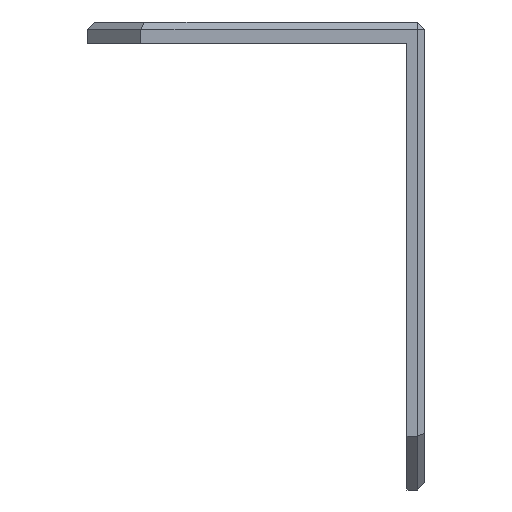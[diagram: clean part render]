
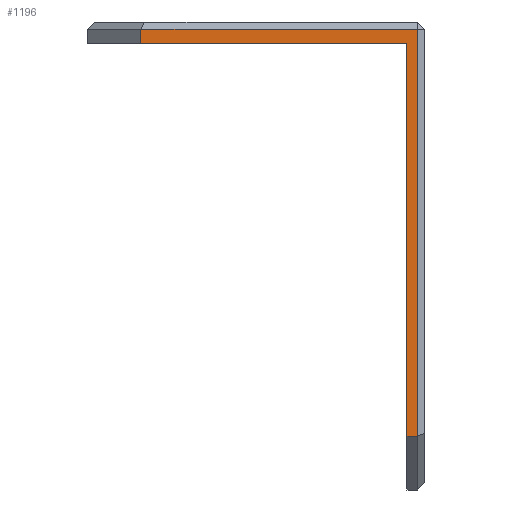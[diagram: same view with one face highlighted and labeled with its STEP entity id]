
A CAD part, front view. The second image highlights one B-rep face of the part: STEP entity #1196.
In plain terms, the highlighted free-form (B-spline) face has degree [1, 1] with [2, 2] control points.
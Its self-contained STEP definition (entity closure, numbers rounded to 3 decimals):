
#121 = B_SPLINE_SURFACE_WITH_KNOTS('',1,1,(
    (#122,#123)
    ,(#124,#125)),.UNSPECIFIED.,.F.,.F.,.F.,(2,2),(2,2),(0.,1.),(0.,1.),
  .PIECEWISE_BEZIER_KNOTS.);
#122 = CARTESIAN_POINT('',(16.,-247.,126.699));
#123 = CARTESIAN_POINT('',(16.,-247.,189.));
#124 = CARTESIAN_POINT('',(16.,-109.,126.699));
#125 = CARTESIAN_POINT('',(16.,-109.,189.));
#147 = B_SPLINE_SURFACE_WITH_KNOTS('',1,1,(
    (#148,#149)
    ,(#150,#151)),.UNSPECIFIED.,.F.,.F.,.F.,(2,2),(2,2),(0.,1.),(0.,1.),
  .PIECEWISE_BEZIER_KNOTS.);
#148 = CARTESIAN_POINT('',(-28.619,-109.,189.));
#149 = CARTESIAN_POINT('',(16.,-109.,189.));
#150 = CARTESIAN_POINT('',(-28.619,-247.,189.));
#151 = CARTESIAN_POINT('',(16.,-247.,189.));
#549 = B_SPLINE_SURFACE_WITH_KNOTS('',1,1,(
    (#550,#551)
    ,(#552,#553)),.UNSPECIFIED.,.F.,.F.,.F.,(2,2),(2,2),(0.,1.),(0.,1.),
  .PIECEWISE_BEZIER_KNOTS.);
#550 = CARTESIAN_POINT('',(-21.119,-246.,192.));
#551 = CARTESIAN_POINT('',(-21.119,-247.,191.));
#552 = CARTESIAN_POINT('',(17.5,-246.,192.));
#553 = CARTESIAN_POINT('',(17.5,-247.,191.));
#1196 = ADVANCED_FACE('',(#1197),#1211,.T.);
#1197 = FACE_BOUND('',#1198,.T.);
#1198 = EDGE_LOOP('',(#1199,#1232,#1253,#1279,#1300,#1321));
#1199 = ORIENTED_EDGE('',*,*,#1200,.F.);
#1200 = EDGE_CURVE('',#1201,#1203,#1205,.T.);
#1201 = VERTEX_POINT('',#1202);
#1202 = CARTESIAN_POINT('',(17.5,-247.,191.));
#1203 = VERTEX_POINT('',#1204);
#1204 = CARTESIAN_POINT('',(17.5,-247.,134.199));
#1205 = SURFACE_CURVE('',#1206,(#1210,#1221),.PCURVE_S1.);
#1206 = LINE('',#1207,#1208);
#1207 = CARTESIAN_POINT('',(17.5,-247.,191.));
#1208 = VECTOR('',#1209,1.);
#1209 = DIRECTION('',(0.,0.,-1.));
#1210 = PCURVE('',#1211,#1216);
#1211 = B_SPLINE_SURFACE_WITH_KNOTS('',1,1,(
    (#1212,#1213)
    ,(#1214,#1215
    )),.UNSPECIFIED.,.F.,.F.,.F.,(2,2),(2,2),(0.,1.),(0.,1.),
  .PIECEWISE_BEZIER_KNOTS.);
#1212 = CARTESIAN_POINT('',(-21.119,-247.,191.));
#1213 = CARTESIAN_POINT('',(17.5,-247.,191.));
#1214 = CARTESIAN_POINT('',(-21.119,-247.,134.199));
#1215 = CARTESIAN_POINT('',(17.5,-247.,134.199));
#1216 = DEFINITIONAL_REPRESENTATION('',(#1217),#1220);
#1217 = B_SPLINE_CURVE_WITH_KNOTS('',1,(#1218,#1219),.UNSPECIFIED.,.F.,
  .F.,(2,2),(0.,56.801),.PIECEWISE_BEZIER_KNOTS.);
#1218 = CARTESIAN_POINT('',(0.,1.));
#1219 = CARTESIAN_POINT('',(1.,1.));
#1220 = ( GEOMETRIC_REPRESENTATION_CONTEXT(2) 
PARAMETRIC_REPRESENTATION_CONTEXT() REPRESENTATION_CONTEXT('2D SPACE',''
  ) );
#1221 = PCURVE('',#1222,#1227);
#1222 = B_SPLINE_SURFACE_WITH_KNOTS('',1,1,(
    (#1223,#1224)
    ,(#1225,#1226
    )),.UNSPECIFIED.,.F.,.F.,.F.,(2,2),(2,2),(0.,1.),(0.,1.),
  .PIECEWISE_BEZIER_KNOTS.);
#1223 = CARTESIAN_POINT('',(17.5,-247.,191.));
#1224 = CARTESIAN_POINT('',(18.5,-246.,191.));
#1225 = CARTESIAN_POINT('',(17.5,-247.,134.199));
#1226 = CARTESIAN_POINT('',(18.5,-246.,134.199));
#1227 = DEFINITIONAL_REPRESENTATION('',(#1228),#1231);
#1228 = B_SPLINE_CURVE_WITH_KNOTS('',1,(#1229,#1230),.UNSPECIFIED.,.F.,
  .F.,(2,2),(0.,56.801),.PIECEWISE_BEZIER_KNOTS.);
#1229 = CARTESIAN_POINT('',(0.,0.));
#1230 = CARTESIAN_POINT('',(1.,0.));
#1231 = ( GEOMETRIC_REPRESENTATION_CONTEXT(2) 
PARAMETRIC_REPRESENTATION_CONTEXT() REPRESENTATION_CONTEXT('2D SPACE',''
  ) );
#1232 = ORIENTED_EDGE('',*,*,#1233,.F.);
#1233 = EDGE_CURVE('',#1234,#1201,#1236,.T.);
#1234 = VERTEX_POINT('',#1235);
#1235 = CARTESIAN_POINT('',(-21.119,-247.,191.));
#1236 = SURFACE_CURVE('',#1237,(#1241,#1247),.PCURVE_S1.);
#1237 = LINE('',#1238,#1239);
#1238 = CARTESIAN_POINT('',(-21.119,-247.,191.));
#1239 = VECTOR('',#1240,1.);
#1240 = DIRECTION('',(1.,0.,0.));
#1241 = PCURVE('',#1211,#1242);
#1242 = DEFINITIONAL_REPRESENTATION('',(#1243),#1246);
#1243 = B_SPLINE_CURVE_WITH_KNOTS('',1,(#1244,#1245),.UNSPECIFIED.,.F.,
  .F.,(2,2),(0.,38.619),.PIECEWISE_BEZIER_KNOTS.);
#1244 = CARTESIAN_POINT('',(0.,0.));
#1245 = CARTESIAN_POINT('',(0.,1.));
#1246 = ( GEOMETRIC_REPRESENTATION_CONTEXT(2) 
PARAMETRIC_REPRESENTATION_CONTEXT() REPRESENTATION_CONTEXT('2D SPACE',''
  ) );
#1247 = PCURVE('',#549,#1248);
#1248 = DEFINITIONAL_REPRESENTATION('',(#1249),#1252);
#1249 = B_SPLINE_CURVE_WITH_KNOTS('',1,(#1250,#1251),.UNSPECIFIED.,.F.,
  .F.,(2,2),(0.,38.619),.PIECEWISE_BEZIER_KNOTS.);
#1250 = CARTESIAN_POINT('',(0.,1.));
#1251 = CARTESIAN_POINT('',(1.,1.));
#1252 = ( GEOMETRIC_REPRESENTATION_CONTEXT(2) 
PARAMETRIC_REPRESENTATION_CONTEXT() REPRESENTATION_CONTEXT('2D SPACE',''
  ) );
#1253 = ORIENTED_EDGE('',*,*,#1254,.F.);
#1254 = EDGE_CURVE('',#1255,#1234,#1257,.T.);
#1255 = VERTEX_POINT('',#1256);
#1256 = CARTESIAN_POINT('',(-21.119,-247.,189.));
#1257 = SURFACE_CURVE('',#1258,(#1262,#1268),.PCURVE_S1.);
#1258 = LINE('',#1259,#1260);
#1259 = CARTESIAN_POINT('',(-21.119,-247.,189.));
#1260 = VECTOR('',#1261,1.);
#1261 = DIRECTION('',(0.,0.,1.));
#1262 = PCURVE('',#1211,#1263);
#1263 = DEFINITIONAL_REPRESENTATION('',(#1264),#1267);
#1264 = B_SPLINE_CURVE_WITH_KNOTS('',1,(#1265,#1266),.UNSPECIFIED.,.F.,
  .F.,(2,2),(0.,2.),.PIECEWISE_BEZIER_KNOTS.);
#1265 = CARTESIAN_POINT('',(0.035,0.));
#1266 = CARTESIAN_POINT('',(0.,0.));
#1267 = ( GEOMETRIC_REPRESENTATION_CONTEXT(2) 
PARAMETRIC_REPRESENTATION_CONTEXT() REPRESENTATION_CONTEXT('2D SPACE',''
  ) );
#1268 = PCURVE('',#1269,#1274);
#1269 = B_SPLINE_SURFACE_WITH_KNOTS('',1,1,(
    (#1270,#1271)
    ,(#1272,#1273
    )),.UNSPECIFIED.,.F.,.F.,.F.,(2,2),(2,2),(0.,1.),(0.,1.),
  .PIECEWISE_BEZIER_KNOTS.);
#1270 = CARTESIAN_POINT('',(-28.619,-239.5,189.));
#1271 = CARTESIAN_POINT('',(-28.619,-239.5,191.));
#1272 = CARTESIAN_POINT('',(-21.119,-247.,189.));
#1273 = CARTESIAN_POINT('',(-21.119,-247.,191.));
#1274 = DEFINITIONAL_REPRESENTATION('',(#1275),#1278);
#1275 = B_SPLINE_CURVE_WITH_KNOTS('',1,(#1276,#1277),.UNSPECIFIED.,.F.,
  .F.,(2,2),(0.,2.),.PIECEWISE_BEZIER_KNOTS.);
#1276 = CARTESIAN_POINT('',(1.,0.));
#1277 = CARTESIAN_POINT('',(1.,1.));
#1278 = ( GEOMETRIC_REPRESENTATION_CONTEXT(2) 
PARAMETRIC_REPRESENTATION_CONTEXT() REPRESENTATION_CONTEXT('2D SPACE',''
  ) );
#1279 = ORIENTED_EDGE('',*,*,#1280,.T.);
#1280 = EDGE_CURVE('',#1255,#1281,#1283,.T.);
#1281 = VERTEX_POINT('',#1282);
#1282 = CARTESIAN_POINT('',(16.,-247.,189.));
#1283 = SURFACE_CURVE('',#1284,(#1288,#1294),.PCURVE_S1.);
#1284 = LINE('',#1285,#1286);
#1285 = CARTESIAN_POINT('',(-21.119,-247.,189.));
#1286 = VECTOR('',#1287,1.);
#1287 = DIRECTION('',(1.,0.,0.));
#1288 = PCURVE('',#1211,#1289);
#1289 = DEFINITIONAL_REPRESENTATION('',(#1290),#1293);
#1290 = B_SPLINE_CURVE_WITH_KNOTS('',1,(#1291,#1292),.UNSPECIFIED.,.F.,
  .F.,(2,2),(0.,37.119),.PIECEWISE_BEZIER_KNOTS.);
#1291 = CARTESIAN_POINT('',(0.035,0.));
#1292 = CARTESIAN_POINT('',(0.035,0.961));
#1293 = ( GEOMETRIC_REPRESENTATION_CONTEXT(2) 
PARAMETRIC_REPRESENTATION_CONTEXT() REPRESENTATION_CONTEXT('2D SPACE',''
  ) );
#1294 = PCURVE('',#147,#1295);
#1295 = DEFINITIONAL_REPRESENTATION('',(#1296),#1299);
#1296 = B_SPLINE_CURVE_WITH_KNOTS('',1,(#1297,#1298),.UNSPECIFIED.,.F.,
  .F.,(2,2),(0.,37.119),.PIECEWISE_BEZIER_KNOTS.);
#1297 = CARTESIAN_POINT('',(1.,0.168));
#1298 = CARTESIAN_POINT('',(1.,1.));
#1299 = ( GEOMETRIC_REPRESENTATION_CONTEXT(2) 
PARAMETRIC_REPRESENTATION_CONTEXT() REPRESENTATION_CONTEXT('2D SPACE',''
  ) );
#1300 = ORIENTED_EDGE('',*,*,#1301,.T.);
#1301 = EDGE_CURVE('',#1281,#1302,#1304,.T.);
#1302 = VERTEX_POINT('',#1303);
#1303 = CARTESIAN_POINT('',(16.,-247.,134.199));
#1304 = SURFACE_CURVE('',#1305,(#1309,#1315),.PCURVE_S1.);
#1305 = LINE('',#1306,#1307);
#1306 = CARTESIAN_POINT('',(16.,-247.,189.));
#1307 = VECTOR('',#1308,1.);
#1308 = DIRECTION('',(0.,0.,-1.));
#1309 = PCURVE('',#1211,#1310);
#1310 = DEFINITIONAL_REPRESENTATION('',(#1311),#1314);
#1311 = B_SPLINE_CURVE_WITH_KNOTS('',1,(#1312,#1313),.UNSPECIFIED.,.F.,
  .F.,(2,2),(0.,54.801),.PIECEWISE_BEZIER_KNOTS.);
#1312 = CARTESIAN_POINT('',(0.035,0.961));
#1313 = CARTESIAN_POINT('',(1.,0.961));
#1314 = ( GEOMETRIC_REPRESENTATION_CONTEXT(2) 
PARAMETRIC_REPRESENTATION_CONTEXT() REPRESENTATION_CONTEXT('2D SPACE',''
  ) );
#1315 = PCURVE('',#121,#1316);
#1316 = DEFINITIONAL_REPRESENTATION('',(#1317),#1320);
#1317 = B_SPLINE_CURVE_WITH_KNOTS('',1,(#1318,#1319),.UNSPECIFIED.,.F.,
  .F.,(2,2),(0.,54.801),.PIECEWISE_BEZIER_KNOTS.);
#1318 = CARTESIAN_POINT('',(0.,1.));
#1319 = CARTESIAN_POINT('',(0.,0.12));
#1320 = ( GEOMETRIC_REPRESENTATION_CONTEXT(2) 
PARAMETRIC_REPRESENTATION_CONTEXT() REPRESENTATION_CONTEXT('2D SPACE',''
  ) );
#1321 = ORIENTED_EDGE('',*,*,#1322,.T.);
#1322 = EDGE_CURVE('',#1302,#1203,#1323,.T.);
#1323 = SURFACE_CURVE('',#1324,(#1328,#1334),.PCURVE_S1.);
#1324 = LINE('',#1325,#1326);
#1325 = CARTESIAN_POINT('',(16.,-247.,134.199));
#1326 = VECTOR('',#1327,1.);
#1327 = DIRECTION('',(1.,0.,0.));
#1328 = PCURVE('',#1211,#1329);
#1329 = DEFINITIONAL_REPRESENTATION('',(#1330),#1333);
#1330 = B_SPLINE_CURVE_WITH_KNOTS('',1,(#1331,#1332),.UNSPECIFIED.,.F.,
  .F.,(2,2),(0.,1.5),.PIECEWISE_BEZIER_KNOTS.);
#1331 = CARTESIAN_POINT('',(1.,0.961));
#1332 = CARTESIAN_POINT('',(1.,1.));
#1333 = ( GEOMETRIC_REPRESENTATION_CONTEXT(2) 
PARAMETRIC_REPRESENTATION_CONTEXT() REPRESENTATION_CONTEXT('2D SPACE',''
  ) );
#1334 = PCURVE('',#1335,#1340);
#1335 = B_SPLINE_SURFACE_WITH_KNOTS('',1,1,(
    (#1336,#1337)
    ,(#1338,#1339
    )),.UNSPECIFIED.,.F.,.F.,.F.,(2,2),(2,2),(0.,1.),(0.,1.),
  .PIECEWISE_BEZIER_KNOTS.);
#1336 = CARTESIAN_POINT('',(16.,-247.,134.199));
#1337 = CARTESIAN_POINT('',(17.5,-247.,134.199));
#1338 = CARTESIAN_POINT('',(16.,-239.5,126.699));
#1339 = CARTESIAN_POINT('',(17.5,-239.5,126.699));
#1340 = DEFINITIONAL_REPRESENTATION('',(#1341),#1344);
#1341 = B_SPLINE_CURVE_WITH_KNOTS('',1,(#1342,#1343),.UNSPECIFIED.,.F.,
  .F.,(2,2),(0.,1.5),.PIECEWISE_BEZIER_KNOTS.);
#1342 = CARTESIAN_POINT('',(0.,0.));
#1343 = CARTESIAN_POINT('',(0.,1.));
#1344 = ( GEOMETRIC_REPRESENTATION_CONTEXT(2) 
PARAMETRIC_REPRESENTATION_CONTEXT() REPRESENTATION_CONTEXT('2D SPACE',''
  ) );
